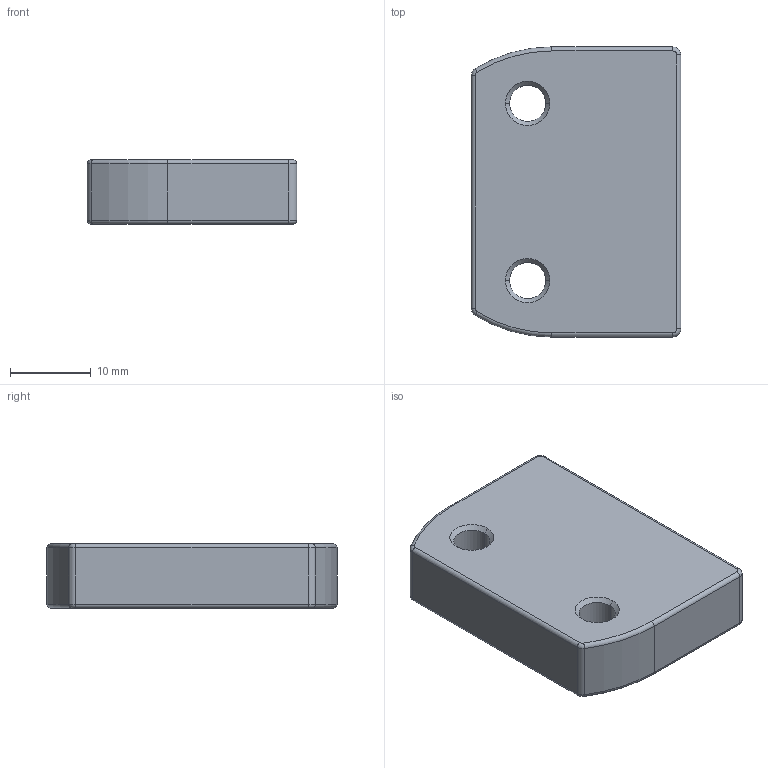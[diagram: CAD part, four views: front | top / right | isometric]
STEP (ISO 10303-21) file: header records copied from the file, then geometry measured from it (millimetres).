
FILE_DESCRIPTION(('HOOPS Exchange Step'),'2;1');
FILE_NAME('export-BF67B0B2-5A9D-44E4-A7E9-BC2DF087E929.stp','2024-03-11T21:43:45+01:00',('Gebruiker'),('Alibre'),'HOOPS Exchange 2021.0','Alibre','Unknown authorisation');
FILE_SCHEMA( ('AP242_MANAGED_MODEL_BASED_3D_ENGINEERING_MIM_LF {1 0 10303 442 1 1 4 }') );
Length unit declared in the file: millimetre
Products named in the file (1): 6491 E12585 Spacer for MN2xxS and E1101S
Bounding box: 26 x 36 x 8 mm (x, y, z)
Volume: 7054.8 mm3; surface area: 2873.8 mm2
Topology: 1 solids, 1 shells, 44 faces, 98 edges, 56 vertices
Faces by surface type: cylinder 18, torus 12, cone 8, plane 6
Entity records: 1265 total; most frequent: DIRECTION 250, CARTESIAN_POINT 200, ORIENTED_EDGE 196, AXIS2_PLACEMENT_3D 106, EDGE_CURVE 98, CIRCLE 60, VERTEX_POINT 56, EDGE_LOOP 48
